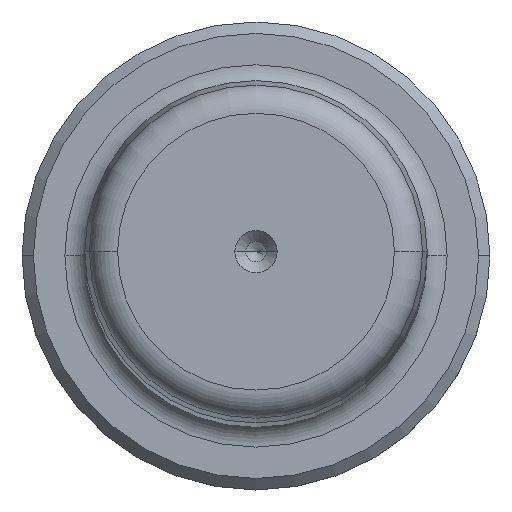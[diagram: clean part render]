
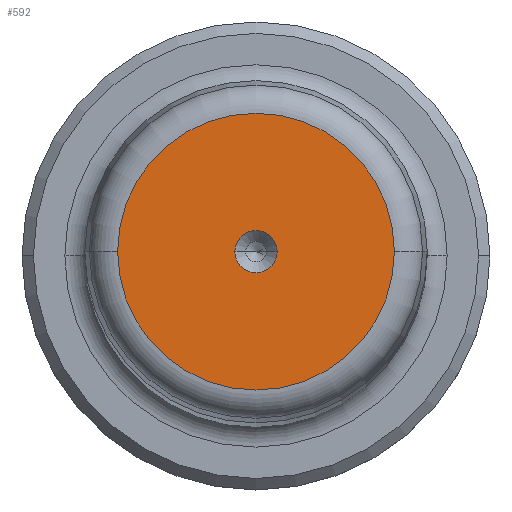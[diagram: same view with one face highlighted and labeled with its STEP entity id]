
A CAD part, top view. The second image highlights one B-rep face of the part: STEP entity #592.
In plain terms, the highlighted planar face has unit normal (0, 0, 1).
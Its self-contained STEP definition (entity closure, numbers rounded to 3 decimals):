
#90 = FACE_BOUND ( 'NONE', #1569, .T. ) ;
#107 = EDGE_CURVE ( 'NONE', #1897, #1503, #884, .T. ) ;
#214 = DIRECTION ( 'NONE',  ( 0., 0., 1. ) ) ;
#357 = CARTESIAN_POINT ( 'NONE',  ( -12.124, 0., 250. ) ) ;
#432 = ORIENTED_EDGE ( 'NONE', *, *, #1859, .T. ) ;
#513 = CIRCLE ( 'NONE', #1630, 1.85 ) ;
#532 = CIRCLE ( 'NONE', #1067, 12.124 ) ;
#592 = ADVANCED_FACE ( 'NONE', ( #90, #1048 ), #1096, .T. ) ;
#617 = EDGE_CURVE ( 'NONE', #1503, #1897, #513, .T. ) ;
#675 = VERTEX_POINT ( 'NONE', #357 ) ;
#748 = DIRECTION ( 'NONE',  ( 1., 0., 0. ) ) ;
#759 = CARTESIAN_POINT ( 'NONE',  ( 0., 0., 250. ) ) ;
#803 = DIRECTION ( 'NONE',  ( 0., 0., 1. ) ) ;
#884 = CIRCLE ( 'NONE', #1718, 1.85 ) ;
#885 = AXIS2_PLACEMENT_3D ( 'NONE', #1075, #2339, #1255 ) ;
#909 = EDGE_LOOP ( 'NONE', ( #1004, #432 ) ) ;
#929 = VERTEX_POINT ( 'NONE', #2003 ) ;
#930 = DIRECTION ( 'NONE',  ( 1., 0., 0. ) ) ;
#932 = ORIENTED_EDGE ( 'NONE', *, *, #107, .F. ) ;
#1004 = ORIENTED_EDGE ( 'NONE', *, *, #1034, .T. ) ;
#1034 = EDGE_CURVE ( 'NONE', #929, #675, #532, .T. ) ;
#1048 = FACE_OUTER_BOUND ( 'NONE', #909, .T. ) ;
#1067 = AXIS2_PLACEMENT_3D ( 'NONE', #1880, #803, #2062 ) ;
#1075 = CARTESIAN_POINT ( 'NONE',  ( 0., 0., 250. ) ) ;
#1096 = PLANE ( 'NONE',  #1524 ) ;
#1231 = CIRCLE ( 'NONE', #885, 12.124 ) ;
#1255 = DIRECTION ( 'NONE',  ( 1., 0., 0. ) ) ;
#1291 = CARTESIAN_POINT ( 'NONE',  ( 0., 0., 250. ) ) ;
#1476 = DIRECTION ( 'NONE',  ( 1., 0., 0. ) ) ;
#1503 = VERTEX_POINT ( 'NONE', #2106 ) ;
#1524 = AXIS2_PLACEMENT_3D ( 'NONE', #2169, #1823, #748 ) ;
#1569 = EDGE_LOOP ( 'NONE', ( #932, #1960 ) ) ;
#1630 = AXIS2_PLACEMENT_3D ( 'NONE', #759, #2010, #930 ) ;
#1718 = AXIS2_PLACEMENT_3D ( 'NONE', #1291, #214, #1476 ) ;
#1808 = CARTESIAN_POINT ( 'NONE',  ( 1.85, 0., 250. ) ) ;
#1823 = DIRECTION ( 'NONE',  ( 0., 0., 1. ) ) ;
#1859 = EDGE_CURVE ( 'NONE', #675, #929, #1231, .T. ) ;
#1880 = CARTESIAN_POINT ( 'NONE',  ( 0., 0., 250. ) ) ;
#1897 = VERTEX_POINT ( 'NONE', #1808 ) ;
#1960 = ORIENTED_EDGE ( 'NONE', *, *, #617, .F. ) ;
#2003 = CARTESIAN_POINT ( 'NONE',  ( 12.124, 0., 250. ) ) ;
#2010 = DIRECTION ( 'NONE',  ( 0., 0., 1. ) ) ;
#2062 = DIRECTION ( 'NONE',  ( 1., 0., 0. ) ) ;
#2106 = CARTESIAN_POINT ( 'NONE',  ( -1.85, 0., 250. ) ) ;
#2169 = CARTESIAN_POINT ( 'NONE',  ( 0., 0., 250. ) ) ;
#2339 = DIRECTION ( 'NONE',  ( 0., 0., 1. ) ) ;
